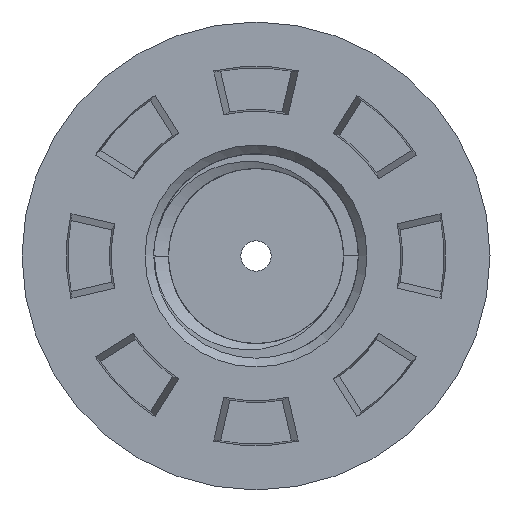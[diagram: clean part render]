
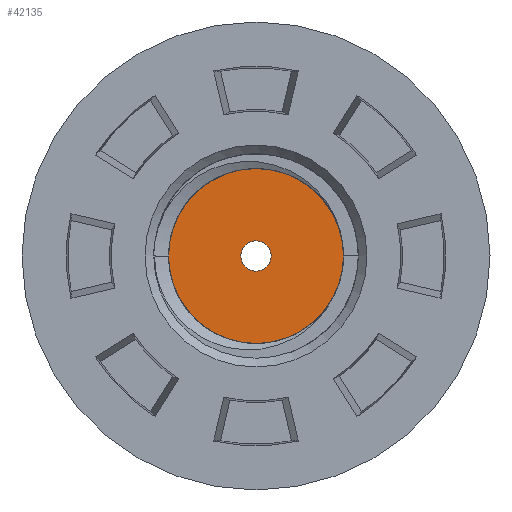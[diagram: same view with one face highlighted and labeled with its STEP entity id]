
A CAD part, front view. The second image highlights one B-rep face of the part: STEP entity #42135.
In plain terms, the highlighted planar face has unit normal (0, -1, 0).
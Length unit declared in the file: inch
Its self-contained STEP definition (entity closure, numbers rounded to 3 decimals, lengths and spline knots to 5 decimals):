
#42104=CARTESIAN_POINT('',(-0.0625,0.,0.0));
#42105=VERTEX_POINT('',#42104);
#42106=CARTESIAN_POINT('',(0.,0.,0.0));
#42107=DIRECTION('',(0.0,1.0,0.0));
#42108=DIRECTION('',(-1.0,0.0,0.0));
#42109=AXIS2_PLACEMENT_3D('',#42106,#42107,#42108);
#42110=CIRCLE('',#42109,0.0625);
#42111=EDGE_CURVE('',#42105,#42105,#42110,.T.);
#42116=CARTESIAN_POINT('',(-0.375,0.,0.0));
#42117=DIRECTION('',(0.0,-1.0,0.0));
#42118=DIRECTION('',(0.0,0.0,-1.0));
#42119=AXIS2_PLACEMENT_3D('',#42116,#42117,#42118);
#42120=PLANE('',#42119);
#42121=CARTESIAN_POINT('',(-0.75,0.,0.0));
#42122=VERTEX_POINT('',#42121);
#42123=CARTESIAN_POINT('',(0.,0.,0.0));
#42124=DIRECTION('',(0.0,1.0,0.0));
#42125=DIRECTION('',(-1.0,0.0,0.0));
#42126=AXIS2_PLACEMENT_3D('',#42123,#42124,#42125);
#42127=CIRCLE('',#42126,0.75);
#42128=EDGE_CURVE('',#42122,#42122,#42127,.T.);
#42129=ORIENTED_EDGE('',*,*,#42128,.F.);
#42130=EDGE_LOOP('',(#42129));
#42131=FACE_OUTER_BOUND('',#42130,.T.);
#42132=ORIENTED_EDGE('',*,*,#42111,.T.);
#42133=EDGE_LOOP('',(#42132));
#42134=FACE_BOUND('',#42133,.T.);
#42135=ADVANCED_FACE('',(#42131,#42134),#42120,.T.);
